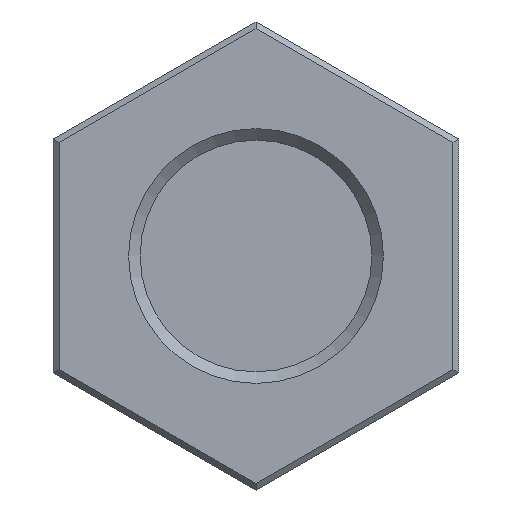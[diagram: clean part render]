
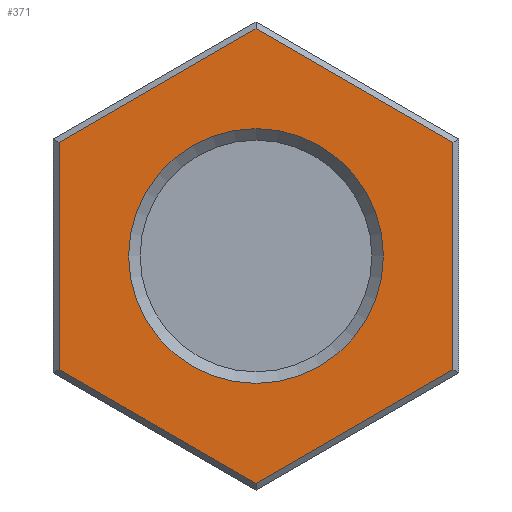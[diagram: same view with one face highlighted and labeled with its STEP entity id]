
A CAD part, front view. The second image highlights one B-rep face of the part: STEP entity #371.
In plain terms, the highlighted planar face has unit normal (0, -1, 0).
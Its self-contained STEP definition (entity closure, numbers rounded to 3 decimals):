
#15=LINE('',#549,#57);
#16=LINE('',#551,#58);
#17=LINE('',#553,#59);
#18=LINE('',#555,#60);
#19=LINE('',#557,#61);
#20=LINE('',#558,#62);
#57=VECTOR('',#443,3.926);
#58=VECTOR('',#444,3.926);
#59=VECTOR('',#445,3.926);
#60=VECTOR('',#446,3.926);
#61=VECTOR('',#447,3.926);
#62=VECTOR('',#448,3.926);
#99=PLANE('',#402);
#125=FACE_BOUND('',#160,.T.);
#131=FACE_OUTER_BOUND('',#159,.T.);
#159=EDGE_LOOP('',(#275,#276,#277,#278,#279,#280));
#160=EDGE_LOOP('',(#281));
#188=CIRCLE('',#399,2.2);
#194=VERTEX_POINT('',#541);
#196=VERTEX_POINT('',#547);
#197=VERTEX_POINT('',#548);
#198=VERTEX_POINT('',#550);
#199=VERTEX_POINT('',#552);
#200=VERTEX_POINT('',#554);
#201=VERTEX_POINT('',#556);
#224=EDGE_CURVE('',#194,#194,#188,.T.);
#226=EDGE_CURVE('',#196,#197,#15,.T.);
#227=EDGE_CURVE('',#198,#196,#16,.T.);
#228=EDGE_CURVE('',#199,#198,#17,.T.);
#229=EDGE_CURVE('',#200,#199,#18,.T.);
#230=EDGE_CURVE('',#201,#200,#19,.T.);
#231=EDGE_CURVE('',#197,#201,#20,.T.);
#275=ORIENTED_EDGE('',*,*,#226,.F.);
#276=ORIENTED_EDGE('',*,*,#227,.F.);
#277=ORIENTED_EDGE('',*,*,#228,.F.);
#278=ORIENTED_EDGE('',*,*,#229,.F.);
#279=ORIENTED_EDGE('',*,*,#230,.F.);
#280=ORIENTED_EDGE('',*,*,#231,.F.);
#281=ORIENTED_EDGE('',*,*,#224,.F.);
#371=ADVANCED_FACE('',(#131,#125),#99,.T.);
#399=AXIS2_PLACEMENT_3D('',#542,#435,#436);
#402=AXIS2_PLACEMENT_3D('',#546,#441,#442);
#435=DIRECTION('center_axis',(0.,-1.,0.));
#436=DIRECTION('ref_axis',(-1.,0.,0.));
#441=DIRECTION('center_axis',(0.,-1.,0.));
#442=DIRECTION('ref_axis',(0.,0.,-1.));
#443=DIRECTION('',(-0.866,0.,-0.5));
#444=DIRECTION('',(0.,0.,-1.));
#445=DIRECTION('',(0.866,0.,-0.5));
#446=DIRECTION('',(0.866,0.,0.5));
#447=DIRECTION('',(0.,0.,1.));
#448=DIRECTION('',(-0.866,0.,0.5));
#541=CARTESIAN_POINT('',(2.2,-32.,0.));
#542=CARTESIAN_POINT('Origin',(0.,-32.,0.));
#546=CARTESIAN_POINT('Origin',(0.,-32.,0.));
#547=CARTESIAN_POINT('',(3.4,-32.,-1.963));
#548=CARTESIAN_POINT('',(0.,-32.,-3.926));
#549=CARTESIAN_POINT('',(0.825,-32.,-3.45));
#550=CARTESIAN_POINT('',(3.4,-32.,1.963));
#551=CARTESIAN_POINT('',(3.4,-32.,-1.01));
#552=CARTESIAN_POINT('',(0.,-32.,3.926));
#553=CARTESIAN_POINT('',(2.575,-32.,2.439));
#554=CARTESIAN_POINT('',(-3.4,-32.,1.963));
#555=CARTESIAN_POINT('',(-0.825,-32.,3.45));
#556=CARTESIAN_POINT('',(-3.4,-32.,-1.963));
#557=CARTESIAN_POINT('',(-3.4,-32.,1.01));
#558=CARTESIAN_POINT('',(-2.575,-32.,-2.439));
